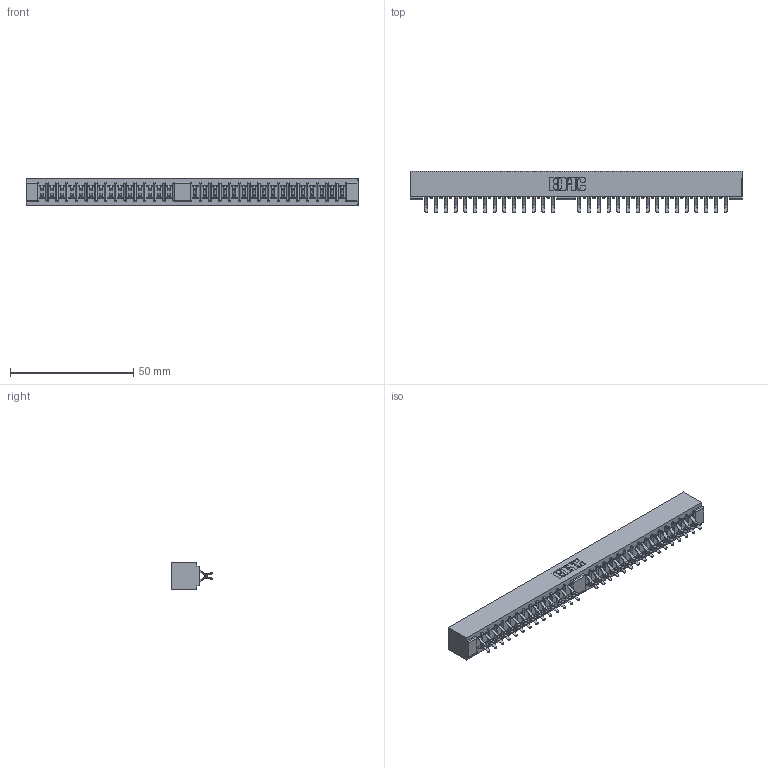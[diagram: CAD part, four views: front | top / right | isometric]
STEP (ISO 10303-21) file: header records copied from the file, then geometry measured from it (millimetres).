
FILE_DESCRIPTION (( 'STEP AP203' ), '1' );
FILE_NAME ('310-060-556-201.STEP', '2020-03-25T14:11:51', ( '' ), ( '' ), 'SwSTEP 2.0', 'SolidWorks 2016', '' );
FILE_SCHEMA (( 'CONFIG_CONTROL_DESIGN' ));
Length unit declared in the file: millimetre
Products named in the file (3): 307-290-001_556; 310-060-556-201; 310 Part_No Mounting Lugs
Assembly tree (61 placements, depth 2):
  310-060-556-201
    310 Part_No Mounting Lugs
    307-290-001_556  x60
Bounding box: 134.92 x 16.92 x 10.97 mm (x, y, z)
Volume: 11999.4 mm3; surface area: 16636.2 mm2
Topology: 61 solids, 61 shells, 3158 faces, 8857 edges, 5734 vertices
Faces by surface type: plane 2060, cylinder 1034, sphere 64
Entity records: 28410 total; most frequent: CARTESIAN_POINT 4651, ORIENTED_EDGE 4606, DIRECTION 4561, EDGE_CURVE 2303, VECTOR 1769, LINE 1769, VERTEX_POINT 1486, AXIS2_PLACEMENT_3D 1396
